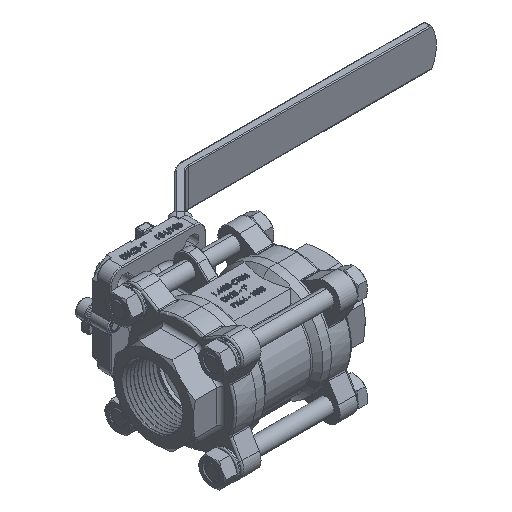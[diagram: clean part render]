
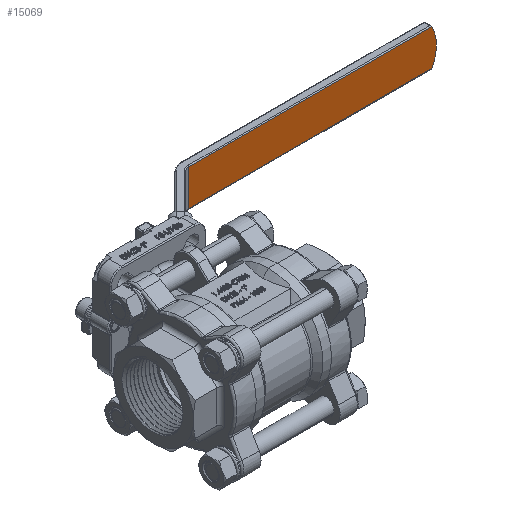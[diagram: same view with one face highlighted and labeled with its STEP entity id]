
A CAD part, isometric view. The second image highlights one B-rep face of the part: STEP entity #15069.
In plain terms, the highlighted planar face has unit normal (0, -1, 0).
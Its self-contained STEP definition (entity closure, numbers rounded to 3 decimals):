
#542 = VECTOR ( 'NONE', #34686, 1000. ) ;
#3077 = EDGE_LOOP ( 'NONE', ( #30842, #25494, #62740, #5297 ) ) ;
#5297 = ORIENTED_EDGE ( 'NONE', *, *, #26615, .T. ) ;
#7054 = DIRECTION ( 'NONE',  ( 0., 1., 0. ) ) ;
#7376 = CARTESIAN_POINT ( 'NONE',  ( 59.314, 31., -9.45 ) ) ;
#7400 = CIRCLE ( 'NONE', #27175, 20. ) ;
#9503 = LINE ( 'NONE', #24963, #48513 ) ;
#11491 = FACE_OUTER_BOUND ( 'NONE', #3077, .T. ) ;
#12184 = EDGE_CURVE ( 'NONE', #47591, #28042, #56307, .T. ) ;
#14236 = DIRECTION ( 'NONE',  ( 0., 1., 0. ) ) ;
#14243 = CARTESIAN_POINT ( 'NONE',  ( 186.627, 31., 9.45 ) ) ;
#15069 = ADVANCED_FACE ( 'NONE', ( #11491 ), #44664, .F. ) ;
#17595 = EDGE_CURVE ( 'NONE', #29649, #48952, #7400, .T. ) ;
#17844 = VECTOR ( 'NONE', #31847, 1000. ) ;
#20148 = CARTESIAN_POINT ( 'NONE',  ( 186.627, 31., -9.45 ) ) ;
#21235 = EDGE_CURVE ( 'NONE', #28042, #48952, #9503, .T. ) ;
#21832 = CARTESIAN_POINT ( 'NONE',  ( 59.314, 31., 9.45 ) ) ;
#24963 = CARTESIAN_POINT ( 'NONE',  ( 57.657, 31., -9.45 ) ) ;
#25494 = ORIENTED_EDGE ( 'NONE', *, *, #21235, .T. ) ;
#26615 = EDGE_CURVE ( 'NONE', #29649, #47591, #44847, .T. ) ;
#27175 = AXIS2_PLACEMENT_3D ( 'NONE', #37500, #7054, #42608 ) ;
#27961 = AXIS2_PLACEMENT_3D ( 'NONE', #64952, #14236, #49797 ) ;
#28042 = VERTEX_POINT ( 'NONE', #7376 ) ;
#29649 = VERTEX_POINT ( 'NONE', #14243 ) ;
#30842 = ORIENTED_EDGE ( 'NONE', *, *, #12184, .T. ) ;
#31847 = DIRECTION ( 'NONE',  ( -1., 0., 0. ) ) ;
#34686 = DIRECTION ( 'NONE',  ( 0., 0., -1. ) ) ;
#34903 = CARTESIAN_POINT ( 'NONE',  ( 59.314, 31., -9.95 ) ) ;
#37500 = CARTESIAN_POINT ( 'NONE',  ( 169., 31., 0. ) ) ;
#42608 = DIRECTION ( 'NONE',  ( -1., 0., 0. ) ) ;
#44664 = PLANE ( 'NONE',  #27961 ) ;
#44847 = LINE ( 'NONE', #21832, #17844 ) ;
#47591 = VERTEX_POINT ( 'NONE', #65132 ) ;
#48513 = VECTOR ( 'NONE', #50547, 1000. ) ;
#48952 = VERTEX_POINT ( 'NONE', #20148 ) ;
#49797 = DIRECTION ( 'NONE',  ( -1., 0., 0. ) ) ;
#50547 = DIRECTION ( 'NONE',  ( 1., 0., 0. ) ) ;
#56307 = LINE ( 'NONE', #34903, #542 ) ;
#62740 = ORIENTED_EDGE ( 'NONE', *, *, #17595, .F. ) ;
#64952 = CARTESIAN_POINT ( 'NONE',  ( 57.657, 31., 9.95 ) ) ;
#65132 = CARTESIAN_POINT ( 'NONE',  ( 59.314, 31., 9.45 ) ) ;
